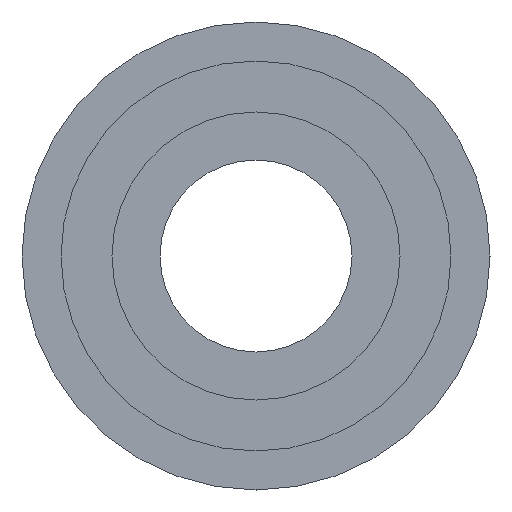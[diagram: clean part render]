
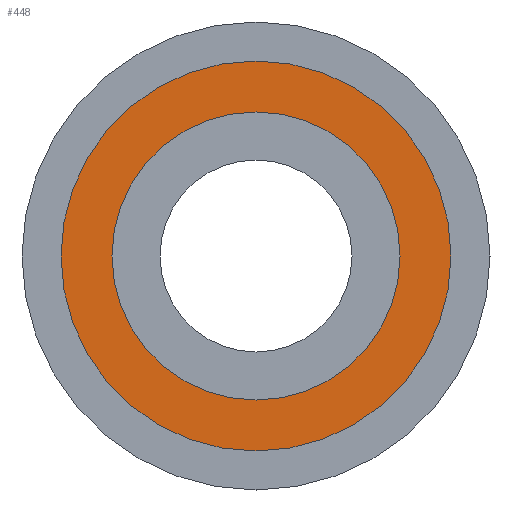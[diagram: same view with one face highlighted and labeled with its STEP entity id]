
A CAD part, front view. The second image highlights one B-rep face of the part: STEP entity #448.
In plain terms, the highlighted planar face has unit normal (0, -1, 0).
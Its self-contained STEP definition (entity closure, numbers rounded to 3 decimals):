
#4 = DIRECTION ( 'NONE',  ( 0., -1., 0. ) ) ;
#7 = VERTEX_POINT ( 'NONE', #155 ) ;
#9 = DIRECTION ( 'NONE',  ( 0., 0., -1. ) ) ;
#19 = VERTEX_POINT ( 'NONE', #227 ) ;
#23 = AXIS2_PLACEMENT_3D ( 'NONE', #130, #66, #450 ) ;
#45 = CARTESIAN_POINT ( 'NONE',  ( 0., 0., 0. ) ) ;
#64 = EDGE_CURVE ( 'NONE', #343, #19, #364, .T. ) ;
#66 = DIRECTION ( 'NONE',  ( 0., -1., 0. ) ) ;
#70 = CARTESIAN_POINT ( 'NONE',  ( 0., 0., 0. ) ) ;
#81 = CIRCLE ( 'NONE', #166, 3.25 ) ;
#130 = CARTESIAN_POINT ( 'NONE',  ( 0., 0., 0. ) ) ;
#136 = EDGE_LOOP ( 'NONE', ( #383, #446 ) ) ;
#145 = CIRCLE ( 'NONE', #249, 2.4 ) ;
#147 = DIRECTION ( 'NONE',  ( 0., -1., 0. ) ) ;
#148 = ORIENTED_EDGE ( 'NONE', *, *, #64, .F. ) ;
#155 = CARTESIAN_POINT ( 'NONE',  ( 0., 0., 3.25 ) ) ;
#164 = CIRCLE ( 'NONE', #353, 3.25 ) ;
#165 = PLANE ( 'NONE',  #341 ) ;
#166 = AXIS2_PLACEMENT_3D ( 'NONE', #393, #147, #435 ) ;
#172 = FACE_OUTER_BOUND ( 'NONE', #136, .T. ) ;
#202 = CARTESIAN_POINT ( 'NONE',  ( 3.25, 0., 0. ) ) ;
#209 = CARTESIAN_POINT ( 'NONE',  ( 0., 0., -3.25 ) ) ;
#221 = DIRECTION ( 'NONE',  ( 0., 0., -1. ) ) ;
#227 = CARTESIAN_POINT ( 'NONE',  ( 0., 0., -2.4 ) ) ;
#246 = DIRECTION ( 'NONE',  ( 0., -1., 0. ) ) ;
#249 = AXIS2_PLACEMENT_3D ( 'NONE', #70, #309, #9 ) ;
#281 = DIRECTION ( 'NONE',  ( 0., 0., -1. ) ) ;
#286 = CARTESIAN_POINT ( 'NONE',  ( 0., 0., 2.4 ) ) ;
#308 = VERTEX_POINT ( 'NONE', #209 ) ;
#309 = DIRECTION ( 'NONE',  ( 0., -1., 0. ) ) ;
#310 = EDGE_LOOP ( 'NONE', ( #334, #148 ) ) ;
#334 = ORIENTED_EDGE ( 'NONE', *, *, #452, .F. ) ;
#341 = AXIS2_PLACEMENT_3D ( 'NONE', #202, #4, #281 ) ;
#343 = VERTEX_POINT ( 'NONE', #286 ) ;
#344 = EDGE_CURVE ( 'NONE', #7, #308, #81, .T. ) ;
#353 = AXIS2_PLACEMENT_3D ( 'NONE', #45, #246, #221 ) ;
#364 = CIRCLE ( 'NONE', #23, 2.4 ) ;
#371 = EDGE_CURVE ( 'NONE', #308, #7, #164, .T. ) ;
#383 = ORIENTED_EDGE ( 'NONE', *, *, #371, .T. ) ;
#393 = CARTESIAN_POINT ( 'NONE',  ( 0., 0., 0. ) ) ;
#434 = FACE_BOUND ( 'NONE', #310, .T. ) ;
#435 = DIRECTION ( 'NONE',  ( 0., 0., -1. ) ) ;
#446 = ORIENTED_EDGE ( 'NONE', *, *, #344, .T. ) ;
#448 = ADVANCED_FACE ( 'NONE', ( #172, #434 ), #165, .T. ) ;
#450 = DIRECTION ( 'NONE',  ( 0., 0., -1. ) ) ;
#452 = EDGE_CURVE ( 'NONE', #19, #343, #145, .T. ) ;
